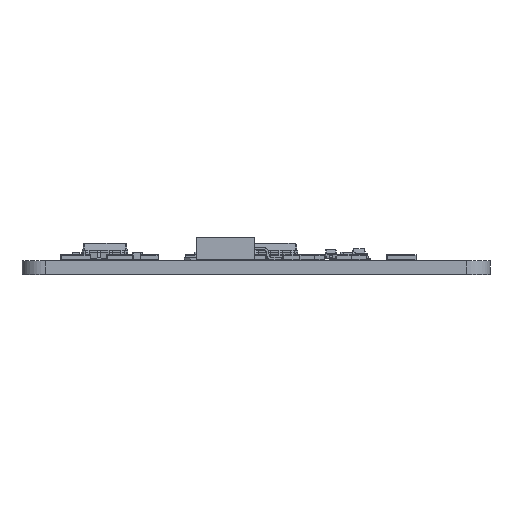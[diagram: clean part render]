
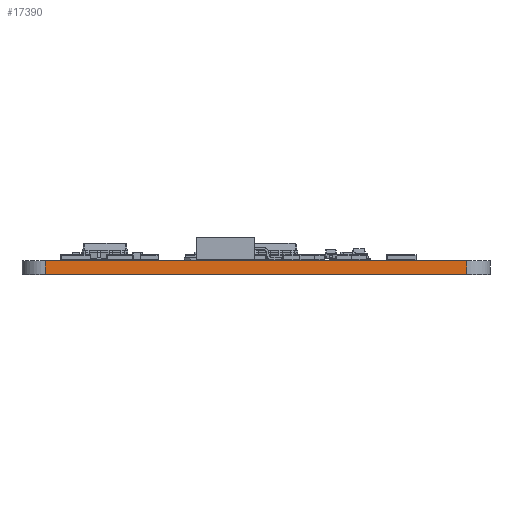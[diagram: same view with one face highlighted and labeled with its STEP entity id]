
A CAD part, left-side view. The second image highlights one B-rep face of the part: STEP entity #17390.
In plain terms, the highlighted planar face has unit normal (-1, 0, 0).
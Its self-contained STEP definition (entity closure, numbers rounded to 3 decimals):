
#16563 = VERTEX_POINT('',#16564);
#16564 = CARTESIAN_POINT('',(0.,47.5,0.));
#16571 = EDGE_CURVE('',#16572,#16563,#16574,.T.);
#16572 = VERTEX_POINT('',#16573);
#16573 = CARTESIAN_POINT('',(0.,2.5,0.));
#16574 = LINE('',#16575,#16576);
#16575 = CARTESIAN_POINT('',(0.,2.5,0.));
#16576 = VECTOR('',#16577,1.);
#16577 = DIRECTION('',(0.,1.,0.));
#16963 = VERTEX_POINT('',#16964);
#16964 = CARTESIAN_POINT('',(0.,47.5,1.48));
#16971 = EDGE_CURVE('',#16972,#16963,#16974,.T.);
#16972 = VERTEX_POINT('',#16973);
#16973 = CARTESIAN_POINT('',(0.,2.5,1.48));
#16974 = LINE('',#16975,#16976);
#16975 = CARTESIAN_POINT('',(0.,2.5,1.48));
#16976 = VECTOR('',#16977,1.);
#16977 = DIRECTION('',(0.,1.,0.));
#17360 = EDGE_CURVE('',#16563,#16963,#17361,.T.);
#17361 = LINE('',#17362,#17363);
#17362 = CARTESIAN_POINT('',(0.,47.5,0.));
#17363 = VECTOR('',#17364,1.);
#17364 = DIRECTION('',(0.,0.,1.));
#17390 = ADVANCED_FACE('',(#17391),#17402,.T.);
#17391 = FACE_BOUND('',#17392,.T.);
#17392 = EDGE_LOOP('',(#17393,#17399,#17400,#17401));
#17393 = ORIENTED_EDGE('',*,*,#17394,.T.);
#17394 = EDGE_CURVE('',#16572,#16972,#17395,.T.);
#17395 = LINE('',#17396,#17397);
#17396 = CARTESIAN_POINT('',(0.,2.5,0.));
#17397 = VECTOR('',#17398,1.);
#17398 = DIRECTION('',(0.,0.,1.));
#17399 = ORIENTED_EDGE('',*,*,#16971,.T.);
#17400 = ORIENTED_EDGE('',*,*,#17360,.F.);
#17401 = ORIENTED_EDGE('',*,*,#16571,.F.);
#17402 = PLANE('',#17403);
#17403 = AXIS2_PLACEMENT_3D('',#17404,#17405,#17406);
#17404 = CARTESIAN_POINT('',(0.,2.5,0.));
#17405 = DIRECTION('',(-1.,0.,0.));
#17406 = DIRECTION('',(0.,1.,0.));
